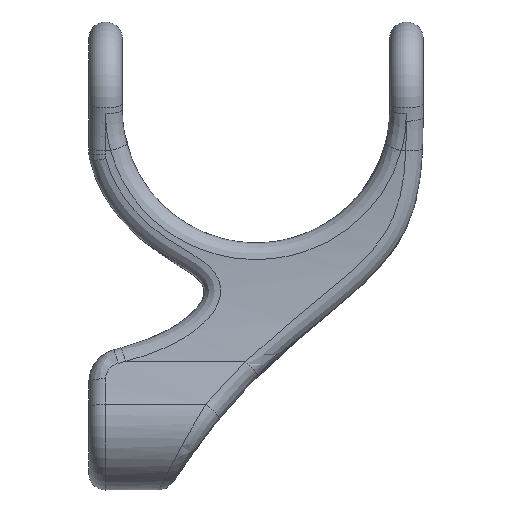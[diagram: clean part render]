
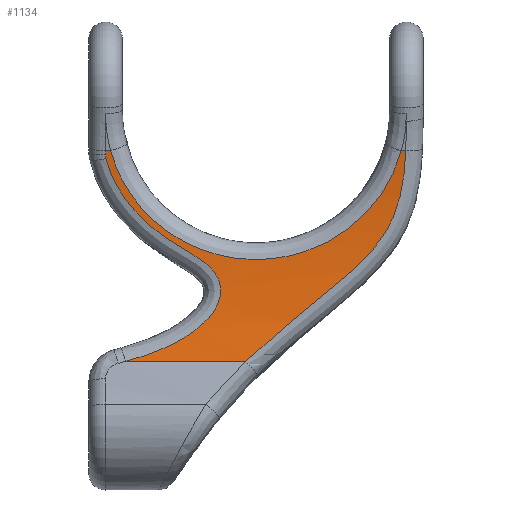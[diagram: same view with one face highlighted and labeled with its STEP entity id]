
A CAD part, left-side view. The second image highlights one B-rep face of the part: STEP entity #1134.
In plain terms, the highlighted cylindrical face has radius 100 mm (diameter 200 mm), a partial arc.
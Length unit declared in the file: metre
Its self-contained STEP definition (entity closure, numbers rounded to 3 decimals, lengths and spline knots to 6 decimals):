
#71=CIRCLE('',#1227,0.1);
#160=CYLINDRICAL_SURFACE('',#1226,0.1);
#183=LINE('',#1890,#205);
#184=LINE('',#1905,#206);
#185=LINE('',#1926,#207);
#205=VECTOR('',#1372,1.);
#206=VECTOR('',#1373,1.);
#207=VECTOR('',#1374,1.);
#245=ORIENTED_EDGE('',*,*,#607,.T.);
#246=ORIENTED_EDGE('',*,*,#608,.T.);
#247=ORIENTED_EDGE('',*,*,#609,.T.);
#248=ORIENTED_EDGE('',*,*,#610,.T.);
#249=ORIENTED_EDGE('',*,*,#611,.T.);
#250=ORIENTED_EDGE('',*,*,#612,.T.);
#251=ORIENTED_EDGE('',*,*,#613,.T.);
#252=ORIENTED_EDGE('',*,*,#614,.T.);
#607=EDGE_CURVE('',#788,#789,#893,.T.);
#608=EDGE_CURVE('',#789,#790,#894,.T.);
#609=EDGE_CURVE('',#790,#791,#183,.F.);
#610=EDGE_CURVE('',#791,#792,#895,.T.);
#611=EDGE_CURVE('',#792,#793,#184,.T.);
#612=EDGE_CURVE('',#793,#794,#896,.T.);
#613=EDGE_CURVE('',#794,#795,#185,.T.);
#614=EDGE_CURVE('',#795,#788,#71,.F.);
#788=VERTEX_POINT('',#1868);
#789=VERTEX_POINT('',#1869);
#790=VERTEX_POINT('',#1889);
#791=VERTEX_POINT('',#1891);
#792=VERTEX_POINT('',#1904);
#793=VERTEX_POINT('',#1906);
#794=VERTEX_POINT('',#1925);
#795=VERTEX_POINT('',#1927);
#893=B_SPLINE_CURVE_WITH_KNOTS('',3,(#1864,#1865,#1866,#1867),
 .UNSPECIFIED.,.F.,.F.,(4,4),(0.,0.000552),.UNSPECIFIED.);
#894=B_SPLINE_CURVE_WITH_KNOTS('',3,(#1870,#1871,#1872,#1873,#1874,#1875,
#1876,#1877,#1878,#1879,#1880,#1881,#1882,#1883,#1884,#1885,#1886,#1887,
#1888),.UNSPECIFIED.,.F.,.F.,(4,1,1,1,1,1,1,1,1,1,1,1,1,1,1,1,4),(0.,0.002865,
0.005729,0.011458,0.014323,0.017188,
0.020052,0.022917,0.024349,0.025781,
0.027214,0.028646,0.031511,0.034375,
0.03724,0.040104,0.045834),.UNSPECIFIED.);
#895=B_SPLINE_CURVE_WITH_KNOTS('',3,(#1892,#1893,#1894,#1895,#1896,#1897,
#1898,#1899,#1900,#1901,#1902,#1903),.UNSPECIFIED.,.F.,.F.,(4,1,1,1,1,1,
1,1,1,4),(0.,0.010365,0.015547,0.02073,0.023321,
0.025912,0.028504,0.031095,0.036277,
0.04146),.UNSPECIFIED.);
#896=B_SPLINE_CURVE_WITH_KNOTS('',3,(#1907,#1908,#1909,#1910,#1911,#1912,
#1913,#1914,#1915,#1916,#1917,#1918,#1919,#1920,#1921,#1922,#1923,#1924),
 .UNSPECIFIED.,.F.,.F.,(4,1,1,1,1,1,1,1,1,1,1,1,1,1,1,4),(0.,0.003637,
0.007274,0.010912,0.014549,0.021823,
0.025461,0.029098,0.032735,0.036372,
0.04001,0.043647,0.047284,0.050921,
0.054559,0.058196),.UNSPECIFIED.);
#949=EDGE_LOOP('',(#245,#246,#247,#248,#249,#250,#251,#252));
#1041=FACE_BOUND('',#949,.T.);
#1134=ADVANCED_FACE('',(#1041),#160,.F.);
#1226=AXIS2_PLACEMENT_3D('',#1863,#1370,#1371);
#1227=AXIS2_PLACEMENT_3D('',#1928,#1375,#1376);
#1370=DIRECTION('',(0.,1.,0.));
#1371=DIRECTION('',(0.,0.,1.));
#1372=DIRECTION('',(0.,1.,0.));
#1373=DIRECTION('',(0.,1.,0.));
#1374=DIRECTION('',(0.,1.,0.));
#1375=DIRECTION('',(0.,-1.,0.));
#1376=DIRECTION('',(0.,0.,-1.));
#1863=CARTESIAN_POINT('',(-0.106882,-0.05,0.005));
#1864=CARTESIAN_POINT('',(-0.008033,-0.0025,0.020133));
#1865=CARTESIAN_POINT('',(-0.008005,-0.0025,0.01995));
#1866=CARTESIAN_POINT('',(-0.007978,-0.002521,0.01977));
#1867=CARTESIAN_POINT('',(-0.007952,-0.002563,0.019591));
#1868=CARTESIAN_POINT('',(-0.008033,-0.0025,0.020133));
#1869=CARTESIAN_POINT('',(-0.007952,-0.002563,0.019591));
#1870=CARTESIAN_POINT('',(-0.007952,-0.002563,0.019591));
#1871=CARTESIAN_POINT('',(-0.007814,-0.002781,0.018657));
#1872=CARTESIAN_POINT('',(-0.007577,-0.003403,0.016868));
#1873=CARTESIAN_POINT('',(-0.00722,-0.005277,0.013501));
#1874=CARTESIAN_POINT('',(-0.007025,-0.007771,0.010617));
#1875=CARTESIAN_POINT('',(-0.006927,-0.010763,0.008179));
#1876=CARTESIAN_POINT('',(-0.006891,-0.013168,0.006593));
#1877=CARTESIAN_POINT('',(-0.006878,-0.015691,0.005184));
#1878=CARTESIAN_POINT('',(-0.006884,-0.017701,0.003843));
#1879=CARTESIAN_POINT('',(-0.006913,-0.018985,0.002389));
#1880=CARTESIAN_POINT('',(-0.006955,-0.019624,0.001073));
#1881=CARTESIAN_POINT('',(-0.007022,-0.019795,-0.000372));
#1882=CARTESIAN_POINT('',(-0.007139,-0.019389,-0.002282));
#1883=CARTESIAN_POINT('',(-0.007308,-0.018033,-0.004311));
#1884=CARTESIAN_POINT('',(-0.007507,-0.015901,-0.006215));
#1885=CARTESIAN_POINT('',(-0.007698,-0.013485,-0.007778));
#1886=CARTESIAN_POINT('',(-0.007919,-0.010069,-0.009401));
#1887=CARTESIAN_POINT('',(-0.008052,-0.007323,-0.010267));
#1888=CARTESIAN_POINT('',(-0.008133,-0.005479,-0.01077));
#1889=CARTESIAN_POINT('',(-0.008133,-0.005479,-0.01077));
#1890=CARTESIAN_POINT('',(-0.008133,-0.05,-0.01077));
#1891=CARTESIAN_POINT('',(-0.008133,-0.023449,-0.01077));
#1892=CARTESIAN_POINT('',(-0.008133,-0.023449,-0.01077));
#1893=CARTESIAN_POINT('',(-0.007748,-0.025913,-0.00836));
#1894=CARTESIAN_POINT('',(-0.007351,-0.02991,-0.005081));
#1895=CARTESIAN_POINT('',(-0.007032,-0.035325,-0.000797));
#1896=CARTESIAN_POINT('',(-0.006915,-0.038629,0.001994));
#1897=CARTESIAN_POINT('',(-0.006878,-0.041111,0.004397));
#1898=CARTESIAN_POINT('',(-0.006884,-0.042832,0.006312));
#1899=CARTESIAN_POINT('',(-0.006931,-0.04436,0.008392));
#1900=CARTESIAN_POINT('',(-0.007071,-0.045974,0.011503));
#1901=CARTESIAN_POINT('',(-0.007402,-0.047056,0.015609));
#1902=CARTESIAN_POINT('',(-0.00786,-0.047332,0.019059));
#1903=CARTESIAN_POINT('',(-0.008133,-0.047405,0.02077));
#1904=CARTESIAN_POINT('',(-0.008133,-0.047405,0.02077));
#1905=CARTESIAN_POINT('',(-0.008133,-0.05,0.02077));
#1906=CARTESIAN_POINT('',(-0.008133,-0.046742,0.02077));
#1907=CARTESIAN_POINT('',(-0.008133,-0.046742,0.02077));
#1908=CARTESIAN_POINT('',(-0.007945,-0.046421,0.019597));
#1909=CARTESIAN_POINT('',(-0.007627,-0.045593,0.017336));
#1910=CARTESIAN_POINT('',(-0.007286,-0.043784,0.014157));
#1911=CARTESIAN_POINT('',(-0.00707,-0.041468,0.011319));
#1912=CARTESIAN_POINT('',(-0.00691,-0.037801,0.00809));
#1913=CARTESIAN_POINT('',(-0.006881,-0.033422,0.00582));
#1914=CARTESIAN_POINT('',(-0.006882,-0.028657,0.004664));
#1915=CARTESIAN_POINT('',(-0.006884,-0.025018,0.004373));
#1916=CARTESIAN_POINT('',(-0.006882,-0.021342,0.004664));
#1917=CARTESIAN_POINT('',(-0.006881,-0.017801,0.005521));
#1918=CARTESIAN_POINT('',(-0.006896,-0.014395,0.006951));
#1919=CARTESIAN_POINT('',(-0.006949,-0.01131,0.008877));
#1920=CARTESIAN_POINT('',(-0.00707,-0.008532,0.011319));
#1921=CARTESIAN_POINT('',(-0.007283,-0.006237,0.014127));
#1922=CARTESIAN_POINT('',(-0.007626,-0.004407,0.01733));
#1923=CARTESIAN_POINT('',(-0.007945,-0.003579,0.019597));
#1924=CARTESIAN_POINT('',(-0.008133,-0.003258,0.02077));
#1925=CARTESIAN_POINT('',(-0.008133,-0.003258,0.02077));
#1926=CARTESIAN_POINT('',(-0.008133,-0.05,0.02077));
#1927=CARTESIAN_POINT('',(-0.008133,-0.0025,0.02077));
#1928=CARTESIAN_POINT('',(-0.106882,-0.0025,0.005));
